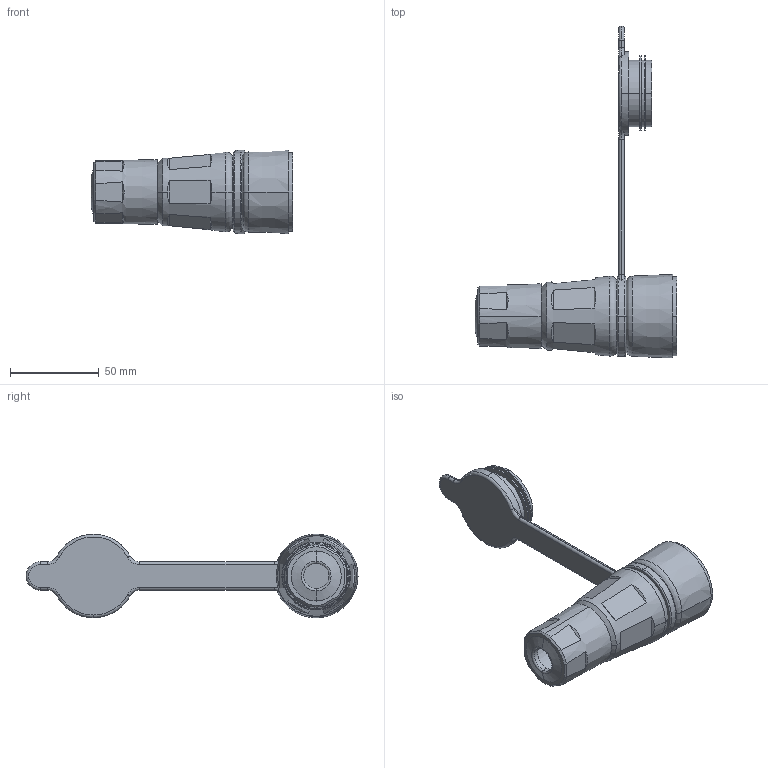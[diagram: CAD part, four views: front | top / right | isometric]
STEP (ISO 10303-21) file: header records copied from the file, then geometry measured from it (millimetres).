
FILE_DESCRIPTION (( 'STEP AP214' ), '1' );
FILE_NAME ('BRY15W33.step', '2016-08-29T19:15:24', ( '' ), ( '' ), 'SwSTEP 2.0', 'SolidWorks 2016', '' );
FILE_SCHEMA (( 'AUTOMOTIVE_DESIGN' ));
Length unit declared in the file: inch
Products named in the file (3): BRY15W33-CONNECTOR; BRY15W33; BRY15W-CAP
Assembly tree (2 placements, depth 2):
  BRY15W33
    BRY15W33-CONNECTOR
    BRY15W-CAP
Bounding box: 113.77 x 187.05 x 47.1 mm (x, y, z)
Volume: 134224.9 mm3; surface area: 47521.4 mm2
Topology: 5 solids, 5 shells, 185 faces, 440 edges, 278 vertices
Faces by surface type: plane 83, cylinder 46, torus 35, cone 21
Entity records: 5646 total; most frequent: CARTESIAN_POINT 1198, DIRECTION 937, ORIENTED_EDGE 880, EDGE_CURVE 440, AXIS2_PLACEMENT_3D 389, VERTEX_POINT 278, EDGE_LOOP 210, CIRCLE 199
